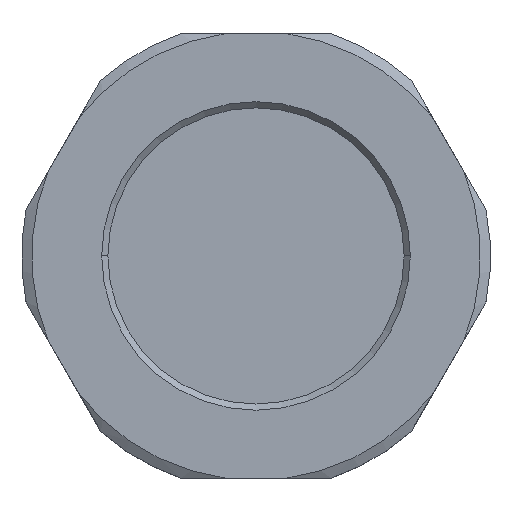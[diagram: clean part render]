
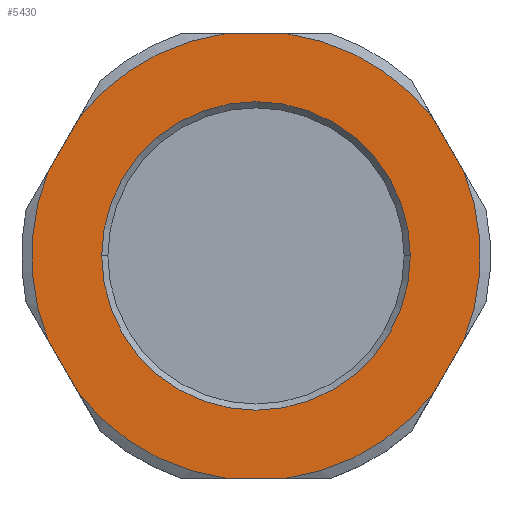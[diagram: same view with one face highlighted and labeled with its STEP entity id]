
A CAD part, top view. The second image highlights one B-rep face of the part: STEP entity #5430.
In plain terms, the highlighted planar face has unit normal (0, 0, 1).
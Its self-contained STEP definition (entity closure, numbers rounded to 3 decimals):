
#4440=CARTESIAN_POINT('',(0.,0.,30.));
#4450=DIRECTION('',(0.,0.,1.));
#4460=DIRECTION('',(1.,0.,0.));
#4470=AXIS2_PLACEMENT_3D('',#4440,#4450,#4460);
#4480=PLANE('',#4470);
#4490=CARTESIAN_POINT('',(47.,50.,30.));
#4500=DIRECTION('',(0.,0.,1.));
#4510=DIRECTION('',(1.,0.,0.));
#4520=AXIS2_PLACEMENT_3D('',#4490,#4500,#4510);
#4530=CIRCLE('',#4520,12.5);
#4540=CARTESIAN_POINT('',(59.5,50.,30.));
#4550=VERTEX_POINT('377581-1179129246-15c55b27c6-0 92263',#4540);
#4560=CARTESIAN_POINT('',(34.5,50.,30.));
#4570=VERTEX_POINT('',#4560);
#4580=EDGE_CURVE('377581-1179129246-15c55b27c6-0 96100',#4550,#4570,
#4530,.T.);
#4590=ORIENTED_EDGE('',*,*,#4580,.F.);
#4600=EDGE_CURVE('377581-1179129246-15c55b27c6-0 96100',#4570,#4550,
#4530,.T.);
#4610=ORIENTED_EDGE('',*,*,#4600,.F.);
#4620=EDGE_LOOP('',(#4610,#4590));
#4630=FACE_BOUND('',#4620,.T.);
#4640=CARTESIAN_POINT('',(-2.652,0.,30.));
#4650=DIRECTION('',(0.5,0.866,0.));
#4660=VECTOR('',#4650,1.);
#4670=LINE('',#4640,#4660);
#4680=CARTESIAN_POINT('',(30.16,56.832,30.));
#4690=VERTEX_POINT('377581-1179129246-15c55b27c6-0 424248',#4680);
#4700=CARTESIAN_POINT('',(32.663,61.168,30.));
#4710=VERTEX_POINT('377581-1179129246-15c55b27c6-0 424244',#4700);
#4720=EDGE_CURVE('377581-1179129246-15c55b27c6-0 425092',#4690,#4710,
#4670,.T.);
#4730=ORIENTED_EDGE('',*,*,#4720,.F.);
#4740=CARTESIAN_POINT('',(47.,50.,30.));
#4750=DIRECTION('',(0.,0.,-1.));
#4760=DIRECTION('',(0.,-1.,0.));
#4770=AXIS2_PLACEMENT_3D('',#4740,#4750,#4760);
#4780=CIRCLE('',#4770,18.173);
#4790=CARTESIAN_POINT('',(44.497,68.,30.));
#4800=VERTEX_POINT('377581-1179129246-15c55b27c6-0 424308',#4790);
#4810=EDGE_CURVE('377581-1179129246-15c55b27c6-0 424759',#4710,#4800,
#4780,.T.);
#4820=ORIENTED_EDGE('',*,*,#4810,.F.);
#4830=CARTESIAN_POINT('',(0.,68.,30.));
#4840=DIRECTION('',(1.,0.,0.));
#4850=VECTOR('',#4840,1.);
#4860=LINE('',#4830,#4850);
#4870=CARTESIAN_POINT('',(49.503,68.,30.));
#4880=VERTEX_POINT('377581-1179129246-15c55b27c6-0 424304',#4870);
#4890=EDGE_CURVE('377581-1179129246-15c55b27c6-0 425044',#4800,#4880,
#4860,.T.);
#4900=ORIENTED_EDGE('',*,*,#4890,.F.);
#4910=CARTESIAN_POINT('',(61.337,61.168,30.));
#4920=VERTEX_POINT('377581-1179129246-15c55b27c6-0 424368',#4910);
#4930=EDGE_CURVE('377581-1179129246-15c55b27c6-0 424761',#4880,#4920,
#4780,.T.);
#4940=ORIENTED_EDGE('',*,*,#4930,.F.);
#4950=CARTESIAN_POINT('',(96.652,0.,30.));
#4960=DIRECTION('',(0.5,-0.866,0.));
#4970=VECTOR('',#4960,1.);
#4980=LINE('',#4950,#4970);
#4990=CARTESIAN_POINT('',(63.84,56.832,30.));
#5000=VERTEX_POINT('377581-1179129246-15c55b27c6-0 424364',#4990);
#5010=EDGE_CURVE('377581-1179129246-15c55b27c6-0 425059',#4920,#5000,
#4980,.T.);
#5020=ORIENTED_EDGE('',*,*,#5010,.F.);
#5030=CARTESIAN_POINT('',(63.84,43.168,30.));
#5040=VERTEX_POINT('377581-1179129246-15c55b27c6-0 424068',#5030);
#5050=EDGE_CURVE('377581-1179129246-15c55b27c6-0 424751',#5000,#5040,
#4780,.T.);
#5060=ORIENTED_EDGE('',*,*,#5050,.F.);
#5070=CARTESIAN_POINT('',(38.917,0.,30.));
#5080=DIRECTION('',(-0.5,-0.866,0.));
#5090=VECTOR('',#5080,1.);
#5100=LINE('',#5070,#5090);
#5110=CARTESIAN_POINT('',(61.337,38.832,30.));
#5120=VERTEX_POINT('377581-1179129246-15c55b27c6-0 424064',#5110);
#5130=EDGE_CURVE('377581-1179129246-15c55b27c6-0 425077',#5040,#5120,
#5100,.T.);
#5140=ORIENTED_EDGE('',*,*,#5130,.F.);
#5150=CARTESIAN_POINT('',(49.503,32.,30.));
#5160=VERTEX_POINT('377581-1179129246-15c55b27c6-0 424128',#5150);
#5170=EDGE_CURVE('377581-1179129246-15c55b27c6-0 424753',#5120,#5160,
#4780,.T.);
#5180=ORIENTED_EDGE('',*,*,#5170,.F.);
#5190=CARTESIAN_POINT('',(0.,32.,30.));
#5200=DIRECTION('',(-1.,0.,0.));
#5210=VECTOR('',#5200,1.);
#5220=LINE('',#5190,#5210);
#5230=CARTESIAN_POINT('',(44.497,32.,30.));
#5240=VERTEX_POINT('377581-1179129246-15c55b27c6-0 424124',#5230);
#5250=EDGE_CURVE('377581-1179129246-15c55b27c6-0 425104',#5160,#5240,
#5220,.T.);
#5260=ORIENTED_EDGE('',*,*,#5250,.F.);
#5270=CARTESIAN_POINT('',(32.663,38.832,30.));
#5280=VERTEX_POINT('377581-1179129246-15c55b27c6-0 424188',#5270);
#5290=EDGE_CURVE('377581-1179129246-15c55b27c6-0 424755',#5240,#5280,
#4780,.T.);
#5300=ORIENTED_EDGE('',*,*,#5290,.F.);
#5310=CARTESIAN_POINT('',(55.083,0.,30.));
#5320=DIRECTION('',(-0.5,0.866,0.));
#5330=VECTOR('',#5320,1.);
#5340=LINE('',#5310,#5330);
#5350=CARTESIAN_POINT('',(30.16,43.168,30.));
#5360=VERTEX_POINT('377581-1179129246-15c55b27c6-0 424184',#5350);
#5370=EDGE_CURVE('377581-1179129246-15c55b27c6-0 425065',#5280,#5360,
#5340,.T.);
#5380=ORIENTED_EDGE('',*,*,#5370,.F.);
#5390=EDGE_CURVE('377581-1179129246-15c55b27c6-0 424757',#5360,#4690,
#4780,.T.);
#5400=ORIENTED_EDGE('',*,*,#5390,.F.);
#5410=EDGE_LOOP('',(#5400,#5380,#5300,#5260,#5180,#5140,#5060,#5020,
#4940,#4900,#4820,#4730));
#5420=FACE_OUTER_BOUND('',#5410,.T.);
#5430=ADVANCED_FACE('377581-1179129246-15c55b27c6-0 425136',(#4630,#5420
),#4480,.T.);
